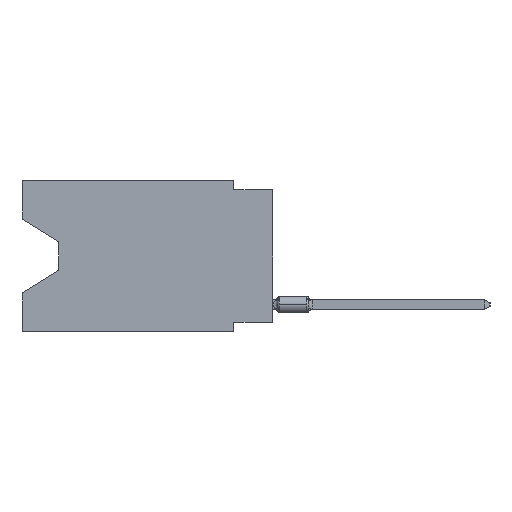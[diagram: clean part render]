
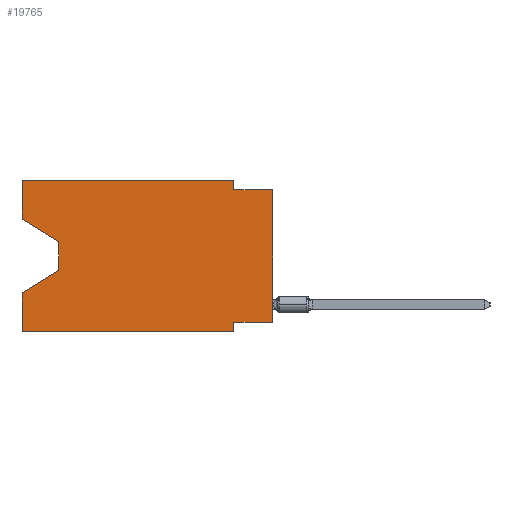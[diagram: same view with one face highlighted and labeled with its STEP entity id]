
A CAD part, left-side view. The second image highlights one B-rep face of the part: STEP entity #19765.
In plain terms, the highlighted planar face has unit normal (-1, 0, 0).
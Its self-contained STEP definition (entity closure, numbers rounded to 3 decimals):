
#143 = LINE ( 'NONE', #7116, #22566 ) ;
#843 = EDGE_CURVE ( 'NONE', #25482, #25558, #13842, .T. ) ;
#970 = CARTESIAN_POINT ( 'NONE',  ( 0., 13.97, -5.893 ) ) ;
#1447 = CARTESIAN_POINT ( 'NONE',  ( 0., 2.54, 0. ) ) ;
#1963 = EDGE_CURVE ( 'NONE', #9789, #21663, #23236, .T. ) ;
#2094 = CARTESIAN_POINT ( 'NONE',  ( 0., 0., 0. ) ) ;
#2115 = DIRECTION ( 'NONE',  ( 0., -0.855, -0.519 ) ) ;
#2291 = DIRECTION ( 'NONE',  ( 0., 0., -1. ) ) ;
#2500 = CARTESIAN_POINT ( 'NONE',  ( 0., 16.383, 0. ) ) ;
#2606 = DIRECTION ( 'NONE',  ( 0., 0., -1. ) ) ;
#3017 = VECTOR ( 'NONE', #4776, 1000. ) ;
#4095 = EDGE_CURVE ( 'NONE', #9789, #18962, #20854, .T. ) ;
#4482 = DIRECTION ( 'NONE',  ( 1., 0., 0. ) ) ;
#4544 = VERTEX_POINT ( 'NONE', #1447 ) ;
#4776 = DIRECTION ( 'NONE',  ( 0., 0., -1. ) ) ;
#5071 = ORIENTED_EDGE ( 'NONE', *, *, #843, .F. ) ;
#5222 = EDGE_CURVE ( 'NONE', #25650, #18962, #16871, .T. ) ;
#6231 = ORIENTED_EDGE ( 'NONE', *, *, #8434, .F. ) ;
#6891 = VERTEX_POINT ( 'NONE', #970 ) ;
#6967 = ORIENTED_EDGE ( 'NONE', *, *, #1963, .F. ) ;
#7116 = CARTESIAN_POINT ( 'NONE',  ( 0., 16.383, -9.906 ) ) ;
#7124 = LINE ( 'NONE', #21375, #20621 ) ;
#7224 = AXIS2_PLACEMENT_3D ( 'NONE', #23841, #4482, #2606 ) ;
#7279 = LINE ( 'NONE', #11928, #3017 ) ;
#7283 = LINE ( 'NONE', #26005, #17354 ) ;
#7726 = EDGE_CURVE ( 'NONE', #6891, #18865, #21014, .T. ) ;
#8434 = EDGE_CURVE ( 'NONE', #21663, #10212, #28757, .T. ) ;
#8479 = ORIENTED_EDGE ( 'NONE', *, *, #7726, .T. ) ;
#8681 = VECTOR ( 'NONE', #23381, 1000. ) ;
#9278 = FACE_OUTER_BOUND ( 'NONE', #28104, .T. ) ;
#9396 = CARTESIAN_POINT ( 'NONE',  ( 0., 0., -9.271 ) ) ;
#9426 = PLANE ( 'NONE',  #7224 ) ;
#9559 = CARTESIAN_POINT ( 'NONE',  ( 0., 2.54, -9.906 ) ) ;
#9721 = CARTESIAN_POINT ( 'NONE',  ( 0., 0., -0.635 ) ) ;
#9789 = VERTEX_POINT ( 'NONE', #9396 ) ;
#10212 = VERTEX_POINT ( 'NONE', #14435 ) ;
#10417 = VECTOR ( 'NONE', #30605, 1000. ) ;
#10603 = ORIENTED_EDGE ( 'NONE', *, *, #24696, .F. ) ;
#10701 = EDGE_CURVE ( 'NONE', #23966, #6891, #7124, .T. ) ;
#11322 = VECTOR ( 'NONE', #23280, 1000. ) ;
#11391 = CARTESIAN_POINT ( 'NONE',  ( 0., 16.383, -9.906 ) ) ;
#11464 = CARTESIAN_POINT ( 'NONE',  ( 0., 0., -9.271 ) ) ;
#11928 = CARTESIAN_POINT ( 'NONE',  ( 0., 2.54, 0. ) ) ;
#12243 = CARTESIAN_POINT ( 'NONE',  ( 0., 16.383, -7.36 ) ) ;
#13260 = CARTESIAN_POINT ( 'NONE',  ( 0., 13.97, -4.013 ) ) ;
#13264 = CARTESIAN_POINT ( 'NONE',  ( 0., 16.383, 0. ) ) ;
#13842 = LINE ( 'NONE', #2500, #11322 ) ;
#14035 = ORIENTED_EDGE ( 'NONE', *, *, #29503, .F. ) ;
#14435 = CARTESIAN_POINT ( 'NONE',  ( 0., 2.54, -9.906 ) ) ;
#14594 = EDGE_CURVE ( 'NONE', #25558, #4544, #20397, .T. ) ;
#15286 = VECTOR ( 'NONE', #2115, 1000. ) ;
#15478 = VECTOR ( 'NONE', #15735, 1000. ) ;
#15735 = DIRECTION ( 'NONE',  ( 0., -1., 0. ) ) ;
#16096 = VERTEX_POINT ( 'NONE', #11391 ) ;
#16421 = DIRECTION ( 'NONE',  ( 0., -1., 0. ) ) ;
#16636 = CARTESIAN_POINT ( 'NONE',  ( 0., 0., -0.635 ) ) ;
#16871 = LINE ( 'NONE', #9721, #19238 ) ;
#17354 = VECTOR ( 'NONE', #28639, 1000. ) ;
#17538 = CARTESIAN_POINT ( 'NONE',  ( 0., 16.383, 0. ) ) ;
#17718 = ORIENTED_EDGE ( 'NONE', *, *, #19776, .T. ) ;
#18753 = DIRECTION ( 'NONE',  ( 0., 0., -1. ) ) ;
#18865 = VERTEX_POINT ( 'NONE', #12243 ) ;
#18962 = VERTEX_POINT ( 'NONE', #16636 ) ;
#19197 = DIRECTION ( 'NONE',  ( 0., -1., 0. ) ) ;
#19238 = VECTOR ( 'NONE', #19197, 1000. ) ;
#19760 = ORIENTED_EDGE ( 'NONE', *, *, #5222, .F. ) ;
#19765 = ADVANCED_FACE ( 'NONE', ( #9278 ), #9426, .F. ) ;
#19776 = EDGE_CURVE ( 'NONE', #16096, #10212, #143, .T. ) ;
#19885 = CARTESIAN_POINT ( 'NONE',  ( 0., 16.383, -2.546 ) ) ;
#20369 = ORIENTED_EDGE ( 'NONE', *, *, #4095, .T. ) ;
#20397 = LINE ( 'NONE', #13264, #15478 ) ;
#20621 = VECTOR ( 'NONE', #18753, 1000. ) ;
#20700 = DIRECTION ( 'NONE',  ( 0., 0., 1. ) ) ;
#20854 = LINE ( 'NONE', #2094, #26066 ) ;
#21014 = LINE ( 'NONE', #28719, #10417 ) ;
#21375 = CARTESIAN_POINT ( 'NONE',  ( 0., 13.97, -4.013 ) ) ;
#21663 = VERTEX_POINT ( 'NONE', #25212 ) ;
#22566 = VECTOR ( 'NONE', #16421, 1000. ) ;
#23236 = LINE ( 'NONE', #11464, #8681 ) ;
#23280 = DIRECTION ( 'NONE',  ( 0., 0., 1. ) ) ;
#23338 = LINE ( 'NONE', #26094, #15286 ) ;
#23381 = DIRECTION ( 'NONE',  ( 0., 1., 0. ) ) ;
#23841 = CARTESIAN_POINT ( 'NONE',  ( 0., 16.383, 0. ) ) ;
#23966 = VERTEX_POINT ( 'NONE', #13260 ) ;
#24696 = EDGE_CURVE ( 'NONE', #16096, #18865, #7283, .T. ) ;
#25212 = CARTESIAN_POINT ( 'NONE',  ( 0., 2.54, -9.271 ) ) ;
#25482 = VERTEX_POINT ( 'NONE', #19885 ) ;
#25558 = VERTEX_POINT ( 'NONE', #17538 ) ;
#25650 = VERTEX_POINT ( 'NONE', #27283 ) ;
#25750 = VECTOR ( 'NONE', #2291, 1000. ) ;
#26005 = CARTESIAN_POINT ( 'NONE',  ( 0., 16.383, 0. ) ) ;
#26066 = VECTOR ( 'NONE', #20700, 1000. ) ;
#26094 = CARTESIAN_POINT ( 'NONE',  ( 0., 16.383, -2.546 ) ) ;
#26936 = EDGE_CURVE ( 'NONE', #25482, #23966, #23338, .T. ) ;
#27174 = ORIENTED_EDGE ( 'NONE', *, *, #26936, .T. ) ;
#27283 = CARTESIAN_POINT ( 'NONE',  ( 0., 2.54, -0.635 ) ) ;
#28104 = EDGE_LOOP ( 'NONE', ( #27174, #30090, #8479, #10603, #17718, #6231, #6967, #20369, #19760, #14035, #30407, #5071 ) ) ;
#28639 = DIRECTION ( 'NONE',  ( 0., 0., 1. ) ) ;
#28719 = CARTESIAN_POINT ( 'NONE',  ( 0., 13.97, -5.893 ) ) ;
#28757 = LINE ( 'NONE', #9559, #25750 ) ;
#29503 = EDGE_CURVE ( 'NONE', #4544, #25650, #7279, .T. ) ;
#30090 = ORIENTED_EDGE ( 'NONE', *, *, #10701, .T. ) ;
#30407 = ORIENTED_EDGE ( 'NONE', *, *, #14594, .F. ) ;
#30605 = DIRECTION ( 'NONE',  ( 0., 0.855, -0.519 ) ) ;
